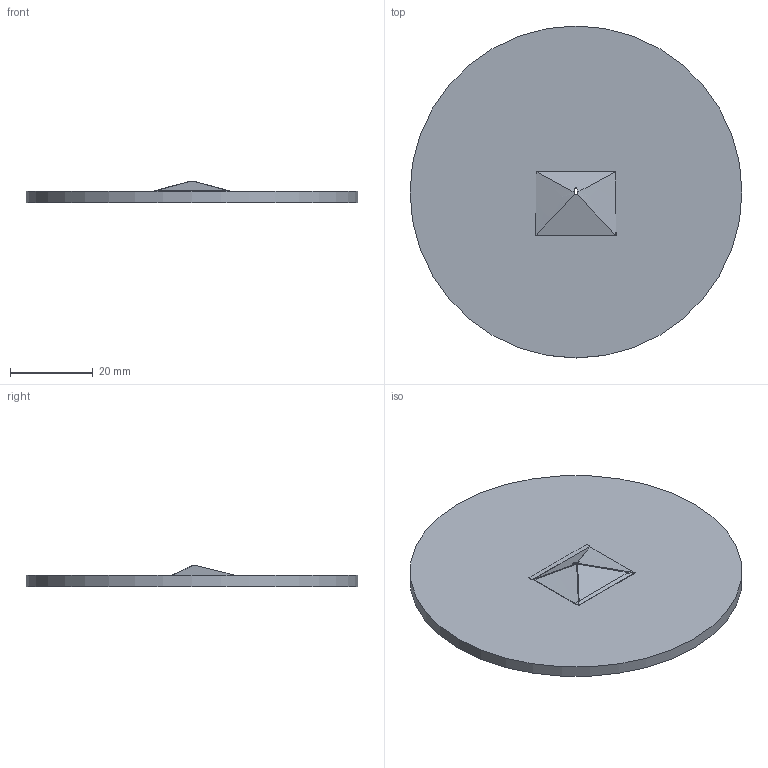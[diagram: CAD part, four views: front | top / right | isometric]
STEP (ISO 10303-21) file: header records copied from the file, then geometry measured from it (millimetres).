
FILE_DESCRIPTION(/* description */ (''),/* implementation_level */ '2;1');
FILE_NAME(/* name */ 'Coneholder_MC_v5C_large.stp',/* time_stamp */ '2021-03-31T14:52:57-04:00',/* author */ ('wilson'),/* organization */ (''),/* preprocessor_version */ 'ST-DEVELOPER v18.1',/* originating_system */ 'Autodesk Inventor 2021',/* authorisation */ '');
FILE_SCHEMA (('AUTOMOTIVE_DESIGN { 1 0 10303 214 3 1 1 }'));
Length unit declared in the file: millimetre
Products named in the file (1): Coneholder_MC_v5C_large
Bounding box: 80 x 80 x 5.25 mm (x, y, z)
Volume: 12642.1 mm3; surface area: 11036.2 mm2
Topology: 1 solids, 2 shells, 146 faces, 370 edges, 228 vertices
Faces by surface type: bspline 88, plane 35, cylinder 20, sphere 3
Full cylindrical faces by diameter (mm): 80 x1
Entity records: 7039 total; most frequent: CARTESIAN_POINT 4022, ORIENTED_EDGE 738, DIRECTION 397, EDGE_CURVE 369, VERTEX_POINT 228, B_SPLINE_CURVE_WITH_KNOTS 157, EDGE_LOOP 149, FACE_OUTER_BOUND 146
